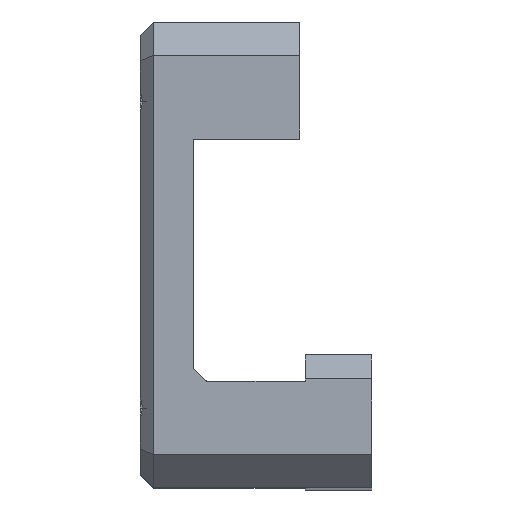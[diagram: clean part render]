
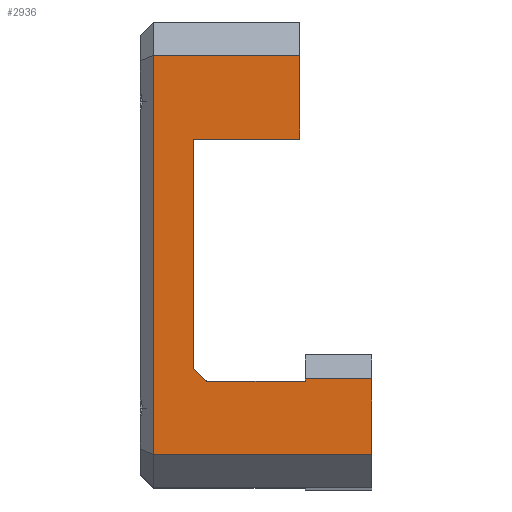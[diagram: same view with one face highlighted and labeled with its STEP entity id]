
A CAD part, top view. The second image highlights one B-rep face of the part: STEP entity #2936.
In plain terms, the highlighted planar face has unit normal (0, 0, 1).
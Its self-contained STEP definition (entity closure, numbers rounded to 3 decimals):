
#37 = LINE ( 'NONE', #1735, #6988 ) ;
#61 = LINE ( 'NONE', #6768, #1675 ) ;
#69 = ORIENTED_EDGE ( 'NONE', *, *, #1267, .T. ) ;
#164 = ORIENTED_EDGE ( 'NONE', *, *, #2390, .T. ) ;
#210 = DIRECTION ( 'NONE',  ( 0., 0., 1. ) ) ;
#298 = VECTOR ( 'NONE', #1543, 1000. ) ;
#301 = ORIENTED_EDGE ( 'NONE', *, *, #6393, .T. ) ;
#303 = DIRECTION ( 'NONE',  ( -1., 0., 0. ) ) ;
#375 = VECTOR ( 'NONE', #1384, 1000. ) ;
#455 = ORIENTED_EDGE ( 'NONE', *, *, #3846, .T. ) ;
#514 = VECTOR ( 'NONE', #554, 1000. ) ;
#526 = ORIENTED_EDGE ( 'NONE', *, *, #820, .T. ) ;
#554 = DIRECTION ( 'NONE',  ( 0., -1., 0. ) ) ;
#629 = DIRECTION ( 'NONE',  ( 0., -1., 0. ) ) ;
#723 = PLANE ( 'NONE',  #871 ) ;
#740 = CARTESIAN_POINT ( 'NONE',  ( -11.4, 4.9, 23.65 ) ) ;
#820 = EDGE_CURVE ( 'NONE', #6023, #3668, #61, .T. ) ;
#852 = VECTOR ( 'NONE', #3964, 1000. ) ;
#860 = CARTESIAN_POINT ( 'NONE',  ( -15.4, -0.6, 23.65 ) ) ;
#871 = AXIS2_PLACEMENT_3D ( 'NONE', #5711, #210, #5818 ) ;
#876 = VECTOR ( 'NONE', #303, 1000. ) ;
#911 = EDGE_CURVE ( 'NONE', #2432, #5606, #7021, .T. ) ;
#1025 = DIRECTION ( 'NONE',  ( -0.707, 0.707, 0. ) ) ;
#1146 = CARTESIAN_POINT ( 'NONE',  ( -4., 5.1, 23.65 ) ) ;
#1210 = FACE_OUTER_BOUND ( 'NONE', #6004, .T. ) ;
#1267 = EDGE_CURVE ( 'NONE', #6209, #6023, #5538, .T. ) ;
#1300 = CARTESIAN_POINT ( 'NONE',  ( -4., 4.9, 23.65 ) ) ;
#1384 = DIRECTION ( 'NONE',  ( 0., 1., 0. ) ) ;
#1543 = DIRECTION ( 'NONE',  ( -1., 0., 0. ) ) ;
#1675 = VECTOR ( 'NONE', #3934, 1000. ) ;
#1734 = VERTEX_POINT ( 'NONE', #4697 ) ;
#1735 = CARTESIAN_POINT ( 'NONE',  ( -4.4, 23.1, 23.65 ) ) ;
#1785 = VERTEX_POINT ( 'NONE', #740 ) ;
#2194 = CARTESIAN_POINT ( 'NONE',  ( 0., -0.6, 23.65 ) ) ;
#2298 = CARTESIAN_POINT ( 'NONE',  ( -16.4, 29.4, 23.65 ) ) ;
#2311 = ORIENTED_EDGE ( 'NONE', *, *, #3339, .T. ) ;
#2356 = EDGE_CURVE ( 'NONE', #1734, #5823, #2737, .T. ) ;
#2386 = ORIENTED_EDGE ( 'NONE', *, *, #2445, .T. ) ;
#2390 = EDGE_CURVE ( 'NONE', #3625, #5976, #7261, .T. ) ;
#2420 = VECTOR ( 'NONE', #1025, 1000. ) ;
#2432 = VERTEX_POINT ( 'NONE', #6159 ) ;
#2445 = EDGE_CURVE ( 'NONE', #3773, #1734, #37, .T. ) ;
#2615 = LINE ( 'NONE', #2658, #298 ) ;
#2658 = CARTESIAN_POINT ( 'NONE',  ( 1., 5.1, 23.65 ) ) ;
#2737 = LINE ( 'NONE', #2298, #5820 ) ;
#2936 = ADVANCED_FACE ( 'NONE', ( #1210 ), #723, .T. ) ;
#2954 = CARTESIAN_POINT ( 'NONE',  ( -4.4, 23.1, 23.65 ) ) ;
#3079 = VECTOR ( 'NONE', #629, 1000. ) ;
#3237 = CARTESIAN_POINT ( 'NONE',  ( -15.4, 29.4, 23.65 ) ) ;
#3339 = EDGE_CURVE ( 'NONE', #5976, #1785, #4108, .T. ) ;
#3414 = LINE ( 'NONE', #4531, #3472 ) ;
#3429 = ORIENTED_EDGE ( 'NONE', *, *, #7119, .T. ) ;
#3431 = CARTESIAN_POINT ( 'NONE',  ( -15.4, 0., 23.65 ) ) ;
#3457 = ORIENTED_EDGE ( 'NONE', *, *, #7294, .T. ) ;
#3472 = VECTOR ( 'NONE', #5625, 1000. ) ;
#3625 = VERTEX_POINT ( 'NONE', #1146 ) ;
#3664 = CARTESIAN_POINT ( 'NONE',  ( -12.4, 5.9, 23.65 ) ) ;
#3668 = VERTEX_POINT ( 'NONE', #4026 ) ;
#3773 = VERTEX_POINT ( 'NONE', #2954 ) ;
#3846 = EDGE_CURVE ( 'NONE', #3668, #3625, #2615, .T. ) ;
#3934 = DIRECTION ( 'NONE',  ( 0., 1., 0. ) ) ;
#3964 = DIRECTION ( 'NONE',  ( 1., 0., 0. ) ) ;
#4026 = CARTESIAN_POINT ( 'NONE',  ( 1., 5.1, 23.65 ) ) ;
#4090 = CARTESIAN_POINT ( 'NONE',  ( -12.4, 23.1, 23.65 ) ) ;
#4108 = LINE ( 'NONE', #1300, #876 ) ;
#4140 = ORIENTED_EDGE ( 'NONE', *, *, #911, .T. ) ;
#4531 = CARTESIAN_POINT ( 'NONE',  ( -12.4, 23.1, 23.65 ) ) ;
#4553 = DIRECTION ( 'NONE',  ( -1., 0., 0. ) ) ;
#4585 = LINE ( 'NONE', #3431, #3079 ) ;
#4697 = CARTESIAN_POINT ( 'NONE',  ( -4.4, 29.4, 23.65 ) ) ;
#4831 = CARTESIAN_POINT ( 'NONE',  ( -11.4, 4.9, 23.65 ) ) ;
#5091 = CARTESIAN_POINT ( 'NONE',  ( -4., 5.1, 23.65 ) ) ;
#5291 = CARTESIAN_POINT ( 'NONE',  ( 1., -0.6, 23.65 ) ) ;
#5385 = LINE ( 'NONE', #4831, #2420 ) ;
#5538 = LINE ( 'NONE', #2194, #852 ) ;
#5606 = VERTEX_POINT ( 'NONE', #4090 ) ;
#5625 = DIRECTION ( 'NONE',  ( 1., 0., 0. ) ) ;
#5711 = CARTESIAN_POINT ( 'NONE',  ( 0., 0., 23.65 ) ) ;
#5818 = DIRECTION ( 'NONE',  ( 1., 0., 0. ) ) ;
#5820 = VECTOR ( 'NONE', #4553, 1000. ) ;
#5823 = VERTEX_POINT ( 'NONE', #3237 ) ;
#5976 = VERTEX_POINT ( 'NONE', #6212 ) ;
#6004 = EDGE_LOOP ( 'NONE', ( #6956, #301, #69, #526, #455, #164, #2311, #3457, #4140, #3429, #2386 ) ) ;
#6023 = VERTEX_POINT ( 'NONE', #5291 ) ;
#6159 = CARTESIAN_POINT ( 'NONE',  ( -12.4, 5.9, 23.65 ) ) ;
#6209 = VERTEX_POINT ( 'NONE', #860 ) ;
#6212 = CARTESIAN_POINT ( 'NONE',  ( -4., 4.9, 23.65 ) ) ;
#6229 = DIRECTION ( 'NONE',  ( 0., 1., 0. ) ) ;
#6393 = EDGE_CURVE ( 'NONE', #5823, #6209, #4585, .T. ) ;
#6768 = CARTESIAN_POINT ( 'NONE',  ( 1., -3.1, 23.65 ) ) ;
#6956 = ORIENTED_EDGE ( 'NONE', *, *, #2356, .T. ) ;
#6988 = VECTOR ( 'NONE', #6229, 1000. ) ;
#7021 = LINE ( 'NONE', #3664, #375 ) ;
#7119 = EDGE_CURVE ( 'NONE', #5606, #3773, #3414, .T. ) ;
#7261 = LINE ( 'NONE', #5091, #514 ) ;
#7294 = EDGE_CURVE ( 'NONE', #1785, #2432, #5385, .T. ) ;
